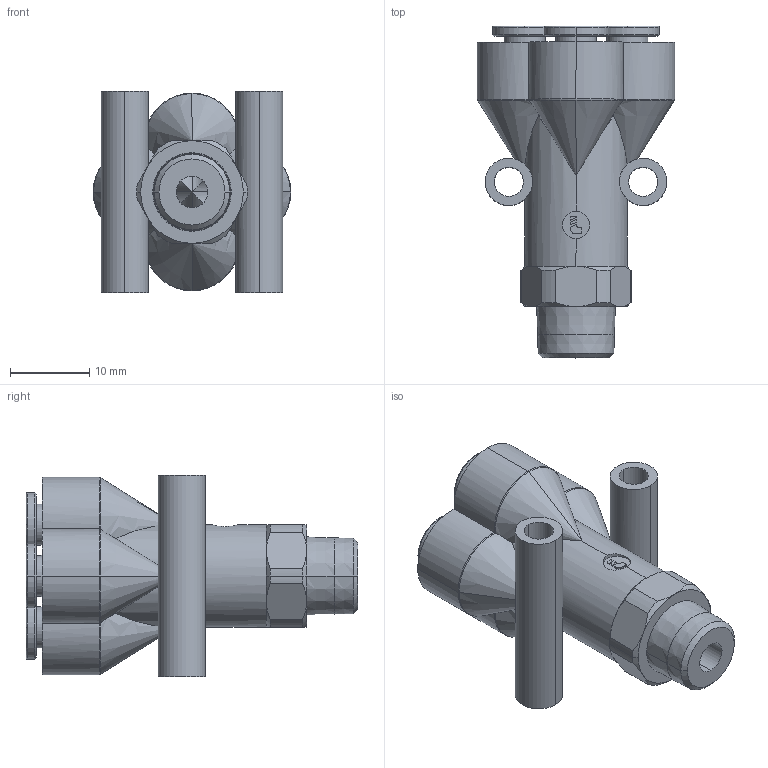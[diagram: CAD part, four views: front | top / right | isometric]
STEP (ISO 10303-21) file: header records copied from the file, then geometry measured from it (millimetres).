
FILE_DESCRIPTION(('STEP AP214'),'1');
FILE_NAME('3112_04_10.stp','2016-07-07T14:20:03',('TraceParts'),('TraceParts S.A.'),'Spatial InterOp 3D',' ',' ');
FILE_SCHEMA(('automotive_design'));
Length unit declared in the file: millimetre
Products named in the file (1): 1
Bounding box: 25 x 42 x 25.5 mm (x, y, z)
Volume: 7666 mm3; surface area: 5711.5 mm2
Topology: 1 solids, 1 shells, 193 faces, 486 edges, 305 vertices
Faces by surface type: cylinder 86, plane 49, cone 38, torus 20
Entity records: 6292 total; most frequent: CARTESIAN_POINT 1520, DIRECTION 1094, ORIENTED_EDGE 964, EDGE_CURVE 482, AXIS2_PLACEMENT_3D 468, VERTEX_POINT 305, CIRCLE 238, EDGE_LOOP 219
